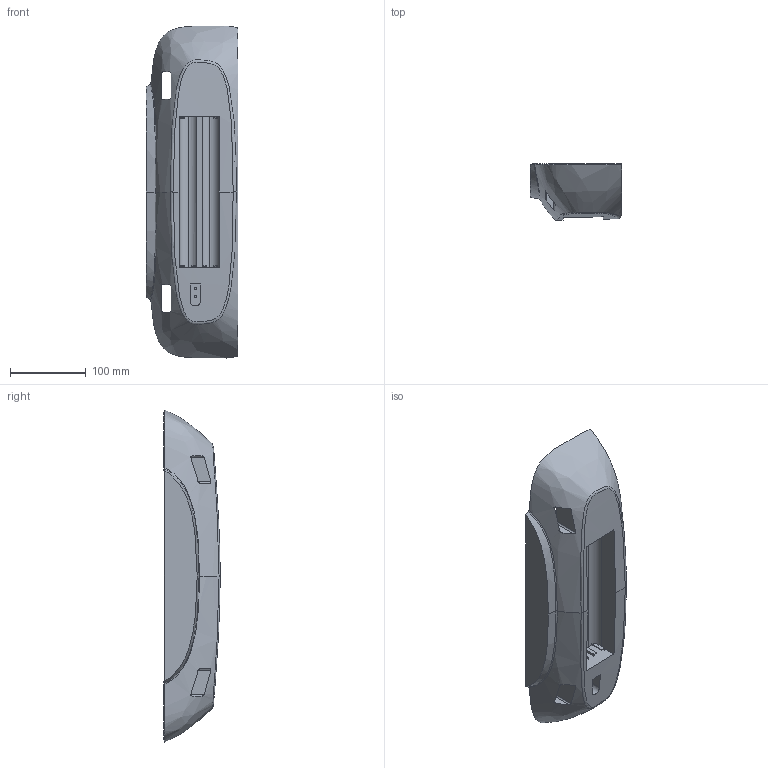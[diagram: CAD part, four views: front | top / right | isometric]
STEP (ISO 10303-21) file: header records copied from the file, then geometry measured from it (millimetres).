
FILE_DESCRIPTION(('produced by SPATIAL CORP'),'2;1');
FILE_NAME( 'back1.prt.hh.sat.stp', '2002-04-19T14:06:05+00:00',('SPATIAL CORP'),('SPATIAL CORP'), 'ACIS STEP Husk','http://www.spatial.com','SPATIAL CORP');
FILE_SCHEMA(('CONFIG_CONTROL_DESIGN'));
Length unit declared in the file: millimetre
Products named in the file (1): PRODUCT_ID_1
Bounding box: 120.75 x 74.35 x 436.85 mm (x, y, z)
Volume: 312562.9 mm3; surface area: 210920.6 mm2
Topology: 1 solids, 1 shells, 162 faces, 442 edges, 278 vertices
Faces by surface type: plane 91, cylinder 45, bspline 26
Entity records: 26235 total; most frequent: CARTESIAN_POINT 22559, ORIENTED_EDGE 852, DIRECTION 641, EDGE_CURVE 426, VERTEX_POINT 278, AXIS2_PLACEMENT_3D 215, VECTOR 211, LINE 211
